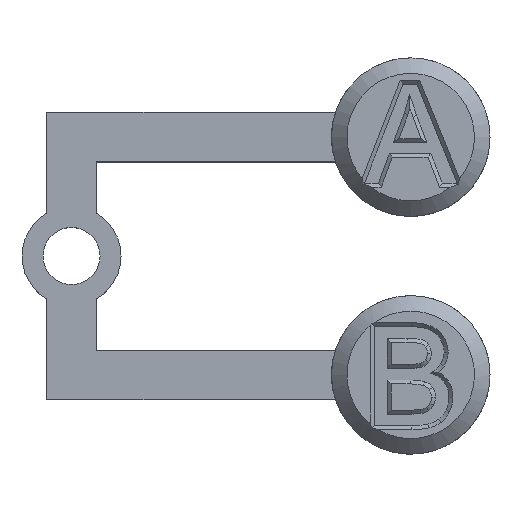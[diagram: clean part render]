
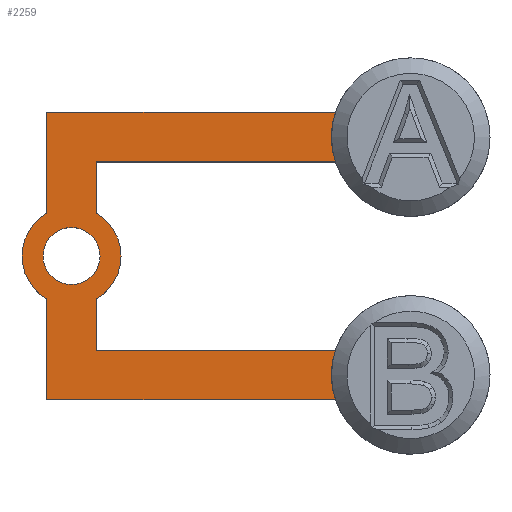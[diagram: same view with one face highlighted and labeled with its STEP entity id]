
A CAD part, top view. The second image highlights one B-rep face of the part: STEP entity #2259.
In plain terms, the highlighted planar face has unit normal (0, 0, 1).
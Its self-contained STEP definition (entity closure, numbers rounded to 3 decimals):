
#26=FACE_BOUND('',#863,.T.);
#228=PLANE('',#2396);
#267=LINE('',#2932,#450);
#270=LINE('',#2938,#453);
#271=LINE('',#2941,#454);
#387=LINE('',#4830,#570);
#389=LINE('',#4834,#572);
#390=LINE('',#4837,#573);
#391=LINE('',#4839,#574);
#392=LINE('',#4842,#575);
#450=VECTOR('',#2490,10.);
#453=VECTOR('',#2495,10.);
#454=VECTOR('',#2498,10.);
#570=VECTOR('',#2718,10.);
#572=VECTOR('',#2722,10.);
#573=VECTOR('',#2725,10.);
#574=VECTOR('',#2726,10.);
#575=VECTOR('',#2729,10.);
#721=FACE_OUTER_BOUND('',#862,.T.);
#862=EDGE_LOOP('',(#1921,#1922,#1923,#1924,#1925,#1926,#1927,#1928,#1929,
#1930,#1931,#1932,#1933,#1934));
#863=EDGE_LOOP('',(#1935));
#919=CIRCLE('',#2331,4.);
#921=CIRCLE('',#2333,4.);
#924=CIRCLE('',#2338,4.);
#926=CIRCLE('',#2340,4.);
#938=CIRCLE('',#2397,2.5);
#939=CIRCLE('',#2398,2.5);
#940=CIRCLE('',#2399,1.44);
#967=VERTEX_POINT('',#2893);
#968=VERTEX_POINT('',#2895);
#970=VERTEX_POINT('',#2900);
#975=VERTEX_POINT('',#2917);
#976=VERTEX_POINT('',#2919);
#978=VERTEX_POINT('',#2924);
#980=VERTEX_POINT('',#2930);
#982=VERTEX_POINT('',#2936);
#983=VERTEX_POINT('',#2940);
#1130=VERTEX_POINT('',#4829);
#1131=VERTEX_POINT('',#4833);
#1132=VERTEX_POINT('',#4835);
#1133=VERTEX_POINT('',#4838);
#1134=VERTEX_POINT('',#4840);
#1135=VERTEX_POINT('',#4843);
#1174=EDGE_CURVE('',#967,#968,#919,.F.);
#1177=EDGE_CURVE('',#968,#970,#921,.F.);
#1184=EDGE_CURVE('',#975,#976,#924,.F.);
#1187=EDGE_CURVE('',#976,#978,#926,.F.);
#1191=EDGE_CURVE('',#967,#980,#267,.T.);
#1194=EDGE_CURVE('',#975,#982,#270,.F.);
#1195=EDGE_CURVE('',#983,#978,#271,.T.);
#1421=EDGE_CURVE('',#1130,#970,#387,.F.);
#1423=EDGE_CURVE('',#982,#1131,#389,.F.);
#1424=EDGE_CURVE('',#1131,#1132,#938,.F.);
#1425=EDGE_CURVE('',#1132,#1130,#390,.F.);
#1426=EDGE_CURVE('',#980,#1133,#391,.T.);
#1427=EDGE_CURVE('',#1133,#1134,#939,.F.);
#1428=EDGE_CURVE('',#1134,#983,#392,.T.);
#1429=EDGE_CURVE('',#1135,#1135,#940,.F.);
#1921=ORIENTED_EDGE('',*,*,#1184,.F.);
#1922=ORIENTED_EDGE('',*,*,#1194,.T.);
#1923=ORIENTED_EDGE('',*,*,#1423,.T.);
#1924=ORIENTED_EDGE('',*,*,#1424,.T.);
#1925=ORIENTED_EDGE('',*,*,#1425,.T.);
#1926=ORIENTED_EDGE('',*,*,#1421,.T.);
#1927=ORIENTED_EDGE('',*,*,#1177,.F.);
#1928=ORIENTED_EDGE('',*,*,#1174,.F.);
#1929=ORIENTED_EDGE('',*,*,#1191,.T.);
#1930=ORIENTED_EDGE('',*,*,#1426,.T.);
#1931=ORIENTED_EDGE('',*,*,#1427,.T.);
#1932=ORIENTED_EDGE('',*,*,#1428,.T.);
#1933=ORIENTED_EDGE('',*,*,#1195,.T.);
#1934=ORIENTED_EDGE('',*,*,#1187,.F.);
#1935=ORIENTED_EDGE('',*,*,#1429,.T.);
#2259=ADVANCED_FACE('',(#721,#26),#228,.F.);
#2331=AXIS2_PLACEMENT_3D('',#2896,#2461,#2462);
#2333=AXIS2_PLACEMENT_3D('',#2901,#2466,#2467);
#2338=AXIS2_PLACEMENT_3D('',#2920,#2478,#2479);
#2340=AXIS2_PLACEMENT_3D('',#2925,#2483,#2484);
#2396=AXIS2_PLACEMENT_3D('',#4832,#2720,#2721);
#2397=AXIS2_PLACEMENT_3D('',#4836,#2723,#2724);
#2398=AXIS2_PLACEMENT_3D('',#4841,#2727,#2728);
#2399=AXIS2_PLACEMENT_3D('',#4844,#2730,#2731);
#2461=DIRECTION('center_axis',(0.,0.,-1.));
#2462=DIRECTION('ref_axis',(1.,0.,0.));
#2466=DIRECTION('center_axis',(0.,0.,-1.));
#2467=DIRECTION('ref_axis',(1.,0.,0.));
#2478=DIRECTION('center_axis',(0.,0.,-1.));
#2479=DIRECTION('ref_axis',(1.,0.,0.));
#2483=DIRECTION('center_axis',(0.,0.,-1.));
#2484=DIRECTION('ref_axis',(1.,0.,0.));
#2490=DIRECTION('',(-1.,0.,0.));
#2495=DIRECTION('',(1.,0.,0.));
#2498=DIRECTION('',(1.,0.,0.));
#2718=DIRECTION('',(-1.,0.,0.));
#2720=DIRECTION('center_axis',(0.,0.,-1.));
#2721=DIRECTION('ref_axis',(-1.,0.,0.));
#2722=DIRECTION('',(0.,1.,0.));
#2723=DIRECTION('center_axis',(0.,0.,-1.));
#2724=DIRECTION('ref_axis',(-1.,0.,0.));
#2725=DIRECTION('',(0.,1.,0.));
#2726=DIRECTION('',(0.,1.,0.));
#2727=DIRECTION('center_axis',(0.,0.,-1.));
#2728=DIRECTION('ref_axis',(-1.,0.,0.));
#2729=DIRECTION('',(0.,1.,0.));
#2730=DIRECTION('center_axis',(0.,0.,1.));
#2731=DIRECTION('ref_axis',(-1.,0.,0.));
#2893=CARTESIAN_POINT('',(51.614,27.98,-2.85));
#2895=CARTESIAN_POINT('',(51.413,26.73,-2.85));
#2896=CARTESIAN_POINT('Origin',(55.413,26.73,-2.85));
#2900=CARTESIAN_POINT('',(51.614,25.48,-2.85));
#2901=CARTESIAN_POINT('Origin',(55.413,26.73,-2.85));
#2917=CARTESIAN_POINT('',(51.614,39.98,-2.85));
#2919=CARTESIAN_POINT('',(51.413,38.73,-2.85));
#2920=CARTESIAN_POINT('Origin',(55.413,38.73,-2.85));
#2924=CARTESIAN_POINT('',(51.614,37.48,-2.85));
#2925=CARTESIAN_POINT('Origin',(55.413,38.73,-2.85));
#2930=CARTESIAN_POINT('',(39.543,27.98,-2.85));
#2932=CARTESIAN_POINT('',(41.573,27.98,-2.85));
#2936=CARTESIAN_POINT('',(37.043,39.98,-2.85));
#2938=CARTESIAN_POINT('',(48.133,39.98,-2.85));
#2940=CARTESIAN_POINT('',(39.543,37.48,-2.85));
#2941=CARTESIAN_POINT('',(48.133,37.48,-2.85));
#4829=CARTESIAN_POINT('',(37.043,25.48,-2.85));
#4830=CARTESIAN_POINT('',(41.573,25.48,-2.85));
#4832=CARTESIAN_POINT('Origin',(44.853,32.73,-2.85));
#4833=CARTESIAN_POINT('',(37.043,34.895,-2.85));
#4834=CARTESIAN_POINT('',(37.043,35.73,-2.85));
#4835=CARTESIAN_POINT('',(37.043,30.565,-2.85));
#4836=CARTESIAN_POINT('Origin',(38.293,32.73,-2.85));
#4837=CARTESIAN_POINT('',(37.043,31.48,-2.85));
#4838=CARTESIAN_POINT('',(39.543,30.565,-2.85));
#4839=CARTESIAN_POINT('',(39.543,31.48,-2.85));
#4840=CARTESIAN_POINT('',(39.543,34.895,-2.85));
#4841=CARTESIAN_POINT('Origin',(38.293,32.73,-2.85));
#4842=CARTESIAN_POINT('',(39.543,35.73,-2.85));
#4843=CARTESIAN_POINT('',(39.733,32.73,-2.85));
#4844=CARTESIAN_POINT('Origin',(38.293,32.73,-2.85));
